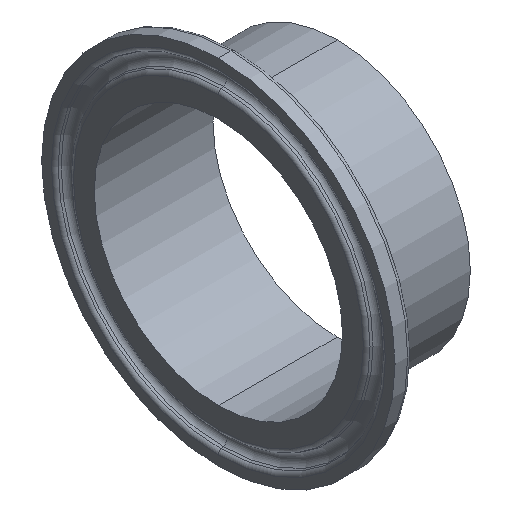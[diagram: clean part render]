
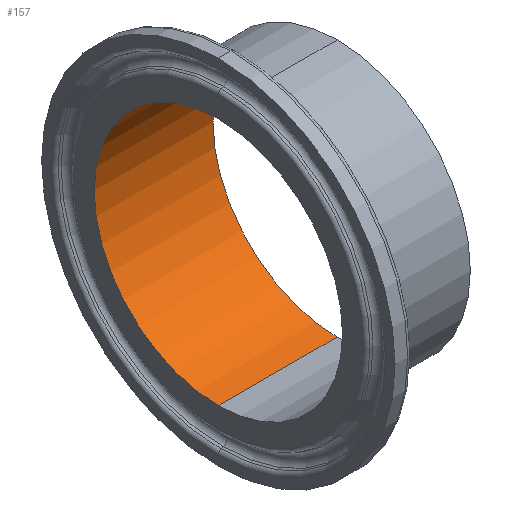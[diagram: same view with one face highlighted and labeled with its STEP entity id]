
A CAD part, isometric view. The second image highlights one B-rep face of the part: STEP entity #157.
In plain terms, the highlighted cylindrical face has radius 22.48 mm (diameter 44.96 mm), a partial arc.
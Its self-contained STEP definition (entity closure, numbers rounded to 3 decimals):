
#10 = DIRECTION ( 'NONE',  ( -1., 0., 0. ) ) ;
#19 = LINE ( 'NONE', #28, #158 ) ;
#27 = EDGE_CURVE ( 'NONE', #677, #394, #468, .T. ) ;
#28 = CARTESIAN_POINT ( 'NONE',  ( 0., 0., 22.48 ) ) ;
#38 = DIRECTION ( 'NONE',  ( 0., 0., 1. ) ) ;
#41 = DIRECTION ( 'NONE',  ( -1., 0., 0. ) ) ;
#48 = CARTESIAN_POINT ( 'NONE',  ( 21.5, 0., 0. ) ) ;
#49 = VERTEX_POINT ( 'NONE', #138 ) ;
#68 = DIRECTION ( 'NONE',  ( -1., 0., 0. ) ) ;
#70 = CARTESIAN_POINT ( 'NONE',  ( 0., 0., -22.48 ) ) ;
#104 = VECTOR ( 'NONE', #68, 1000. ) ;
#113 = CARTESIAN_POINT ( 'NONE',  ( 21.5, 0., -22.48 ) ) ;
#125 = EDGE_CURVE ( 'NONE', #49, #677, #303, .T. ) ;
#138 = CARTESIAN_POINT ( 'NONE',  ( 21.5, 0., 22.48 ) ) ;
#154 = DIRECTION ( 'NONE',  ( 0., 0., 1. ) ) ;
#157 = ADVANCED_FACE ( 'NONE', ( #494 ), #214, .F. ) ;
#158 = VECTOR ( 'NONE', #195, 1000. ) ;
#159 = CARTESIAN_POINT ( 'NONE',  ( 0., 0., 0. ) ) ;
#176 = CARTESIAN_POINT ( 'NONE',  ( 0., 0., 0. ) ) ;
#180 = CARTESIAN_POINT ( 'NONE',  ( 0., 0., -22.48 ) ) ;
#191 = EDGE_LOOP ( 'NONE', ( #479, #624, #317, #341 ) ) ;
#193 = AXIS2_PLACEMENT_3D ( 'NONE', #48, #548, #154 ) ;
#195 = DIRECTION ( 'NONE',  ( -1., 0., 0. ) ) ;
#214 = CYLINDRICAL_SURFACE ( 'NONE', #683, 22.48 ) ;
#266 = AXIS2_PLACEMENT_3D ( 'NONE', #176, #10, #456 ) ;
#274 = EDGE_CURVE ( 'NONE', #49, #440, #19, .T. ) ;
#303 = CIRCLE ( 'NONE', #193, 22.48 ) ;
#317 = ORIENTED_EDGE ( 'NONE', *, *, #274, .T. ) ;
#341 = ORIENTED_EDGE ( 'NONE', *, *, #631, .T. ) ;
#367 = CARTESIAN_POINT ( 'NONE',  ( 0., 0., 22.48 ) ) ;
#394 = VERTEX_POINT ( 'NONE', #70 ) ;
#440 = VERTEX_POINT ( 'NONE', #367 ) ;
#456 = DIRECTION ( 'NONE',  ( 0., 0., 1. ) ) ;
#468 = LINE ( 'NONE', #180, #104 ) ;
#479 = ORIENTED_EDGE ( 'NONE', *, *, #27, .F. ) ;
#494 = FACE_OUTER_BOUND ( 'NONE', #191, .T. ) ;
#548 = DIRECTION ( 'NONE',  ( -1., 0., 0. ) ) ;
#578 = CIRCLE ( 'NONE', #266, 22.48 ) ;
#624 = ORIENTED_EDGE ( 'NONE', *, *, #125, .F. ) ;
#631 = EDGE_CURVE ( 'NONE', #440, #394, #578, .T. ) ;
#677 = VERTEX_POINT ( 'NONE', #113 ) ;
#683 = AXIS2_PLACEMENT_3D ( 'NONE', #159, #41, #38 ) ;
